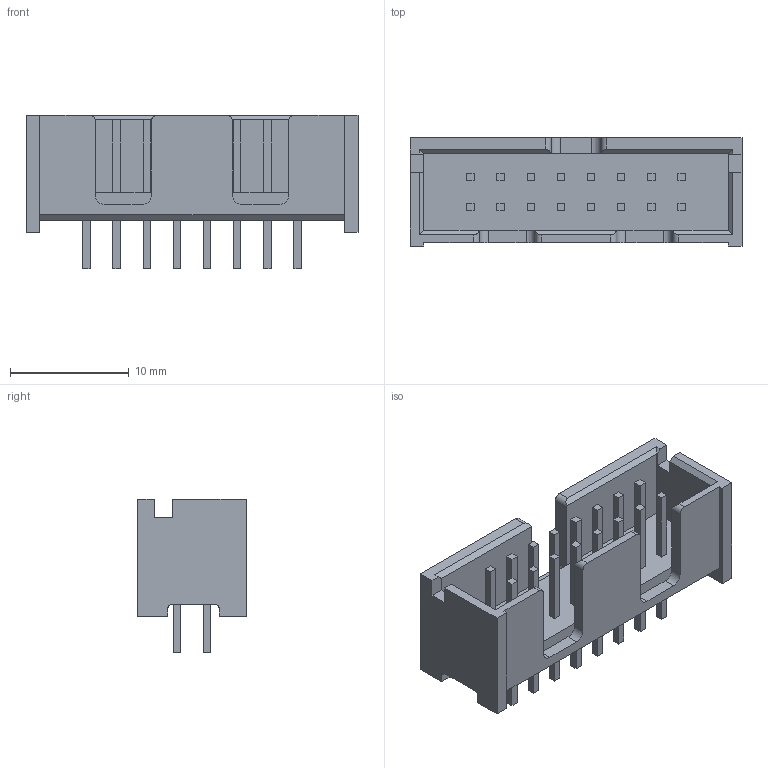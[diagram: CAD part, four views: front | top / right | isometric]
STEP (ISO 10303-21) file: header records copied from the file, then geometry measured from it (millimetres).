
FILE_DESCRIPTION((''),'2;1');
FILE_NAME('C-5103308-3','2012-03-09T',('workeradm'),('Tyco Electronics Ltd.'),'PRO/ENGINEER BY PARAMETRIC TECHNOLOGY CORPORATION, 2010430','PRO/ENGINEER BY PARAMETRIC TECHNOLOGY CORPORATION, 2010430','');
FILE_SCHEMA(('AUTOMOTIVE_DESIGN { 1 0 10303 214 1 1 1 1 }'));
Length unit declared in the file: millimetre
Products named in the file (1): C-5103308-3
Bounding box: 27.94 x 9.14 x 12.9 mm (x, y, z)
Volume: 1054 mm3; surface area: 1854 mm2
Topology: 1 solids, 1 shells, 239 faces, 605 edges, 400 vertices
Faces by surface type: plane 223, cylinder 16
Entity records: 7331 total; most frequent: CARTESIAN_POINT 1267, ORIENTED_EDGE 1210, DIRECTION 1109, EDGE_CURVE 605, VECTOR 567, LINE 567, VERTEX_POINT 400, AXIS2_PLACEMENT_3D 271
